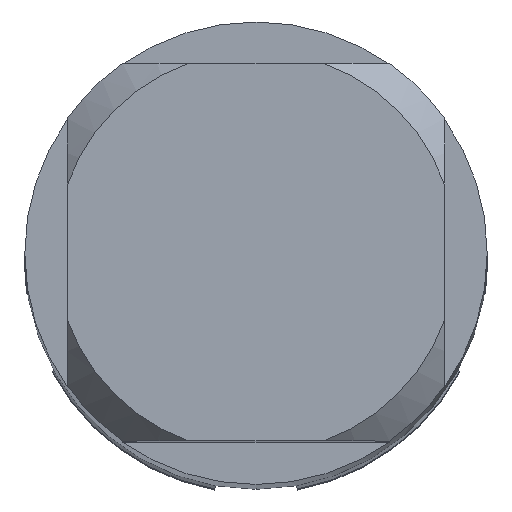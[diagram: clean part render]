
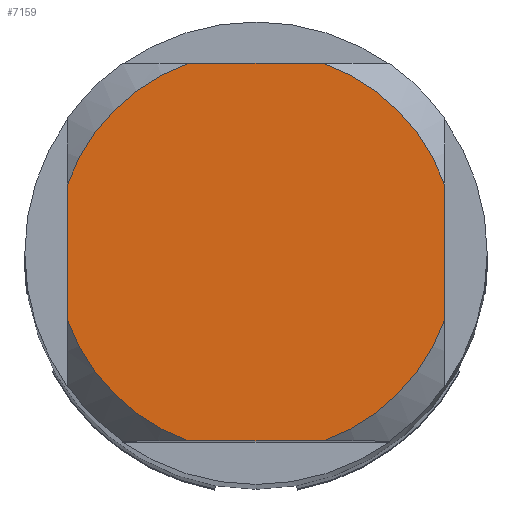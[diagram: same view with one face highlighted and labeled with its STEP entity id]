
A CAD part, top view. The second image highlights one B-rep face of the part: STEP entity #7159.
In plain terms, the highlighted planar face has unit normal (0, 0, 1).
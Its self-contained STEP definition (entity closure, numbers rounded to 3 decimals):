
#2997=EDGE_CURVE('',#3087,#6083,#8265,.T.);
#3087=VERTEX_POINT('',#8363);
#3297=EDGE_CURVE('',#3087,#4121,#8591,.T.);
#3535=EDGE_CURVE('',#4057,#4591,#8844,.T.);
#3627=EDGE_CURVE('',#5799,#4121,#8943,.T.);
#4057=VERTEX_POINT('',#9415);
#4121=VERTEX_POINT('',#9488);
#4591=VERTEX_POINT('',#10006);
#5799=VERTEX_POINT('',#11316);
#6083=VERTEX_POINT('',#11621);
#6341=EDGE_CURVE('',#6371,#4591,#11900,.T.);
#6371=VERTEX_POINT('',#11931);
#6497=EDGE_CURVE('',#6371,#6617,#12068,.T.);
#6617=VERTEX_POINT('',#12196);
#7043=EDGE_CURVE('',#4057,#6083,#12660,.T.);
#7159=ADVANCED_FACE('',(#12789),#12790,.T.);
#7421=EDGE_CURVE('',#5799,#6617,#13080,.T.);
#8265=LINE('',#14218,#14219);
#8363=CARTESIAN_POINT('',(-2.45,0.87,0.0));
#8591=CIRCLE('',#14786,2.6);
#8844=LINE('',#15277,#15278);
#8943=LINE('',#15446,#15447);
#9415=CARTESIAN_POINT('',(-0.87,-2.45,0.0));
#9488=CARTESIAN_POINT('',(-0.87,2.45,0.0));
#10006=CARTESIAN_POINT('',(0.87,-2.45,0.0));
#11316=CARTESIAN_POINT('',(0.87,2.45,0.0));
#11621=CARTESIAN_POINT('',(-2.45,-0.87,0.0));
#11900=CIRCLE('',#20799,2.6);
#11931=CARTESIAN_POINT('',(2.45,-0.87,0.0));
#12068=LINE('',#21145,#21146);
#12196=CARTESIAN_POINT('',(2.45,0.87,0.0));
#12660=CIRCLE('',#22290,2.6);
#12789=FACE_OUTER_BOUND('',#22557,.T.);
#12790=PLANE('',#22558);
#13080=CIRCLE('',#23162,2.6);
#14218=CARTESIAN_POINT('',(-2.45,0.65,0.0));
#14219=VECTOR('',#24413,1.0);
#14786=AXIS2_PLACEMENT_3D('',#24808,#24809,#24810);
#15277=CARTESIAN_POINT('',(0.0,-2.45,0.0));
#15278=VECTOR('',#25059,1.0);
#15446=CARTESIAN_POINT('',(0.0,2.45,0.0));
#15447=VECTOR('',#25148,1.0);
#20799=AXIS2_PLACEMENT_3D('',#28449,#28450,#28451);
#21145=CARTESIAN_POINT('',(2.45,0.65,0.0));
#21146=VECTOR('',#28602,1.0);
#22290=AXIS2_PLACEMENT_3D('',#29292,#29293,#29294);
#22557=EDGE_LOOP('',(#29445,#29446,#29447,#29448,#29449,#29450,#29451,#29452));
#22558=AXIS2_PLACEMENT_3D('',#29453,#29454,#29455);
#23162=AXIS2_PLACEMENT_3D('',#29790,#29791,#29792);
#24413=DIRECTION('',(-0.0,-1.0,0.0));
#24808=CARTESIAN_POINT('',(0.0,0.0,0.0));
#24809=DIRECTION('',(0.0,0.0,-1.0));
#24810=DIRECTION('',(0.0,1.0,0.0));
#25059=DIRECTION('',(1.0,0.0,0.0));
#25148=DIRECTION('',(-1.0,0.0,0.0));
#28449=CARTESIAN_POINT('',(0.0,0.0,0.0));
#28450=DIRECTION('',(0.0,0.0,-1.0));
#28451=DIRECTION('',(0.0,1.0,0.0));
#28602=DIRECTION('',(-0.0,1.0,0.0));
#29292=CARTESIAN_POINT('',(0.0,0.0,0.0));
#29293=DIRECTION('',(0.0,0.0,-1.0));
#29294=DIRECTION('',(0.0,1.0,0.0));
#29445=ORIENTED_EDGE('',*,*,#2997,.T.);
#29446=ORIENTED_EDGE('',*,*,#7043,.F.);
#29447=ORIENTED_EDGE('',*,*,#3535,.T.);
#29448=ORIENTED_EDGE('',*,*,#6341,.F.);
#29449=ORIENTED_EDGE('',*,*,#6497,.T.);
#29450=ORIENTED_EDGE('',*,*,#7421,.F.);
#29451=ORIENTED_EDGE('',*,*,#3627,.T.);
#29452=ORIENTED_EDGE('',*,*,#3297,.F.);
#29453=CARTESIAN_POINT('',(0.0,1.3,0.0));
#29454=DIRECTION('',(-0.0,0.0,1.0));
#29455=DIRECTION('',(0.0,-1.0,0.0));
#29790=CARTESIAN_POINT('',(0.0,0.0,0.0));
#29791=DIRECTION('',(0.0,0.0,-1.0));
#29792=DIRECTION('',(0.0,1.0,0.0));
